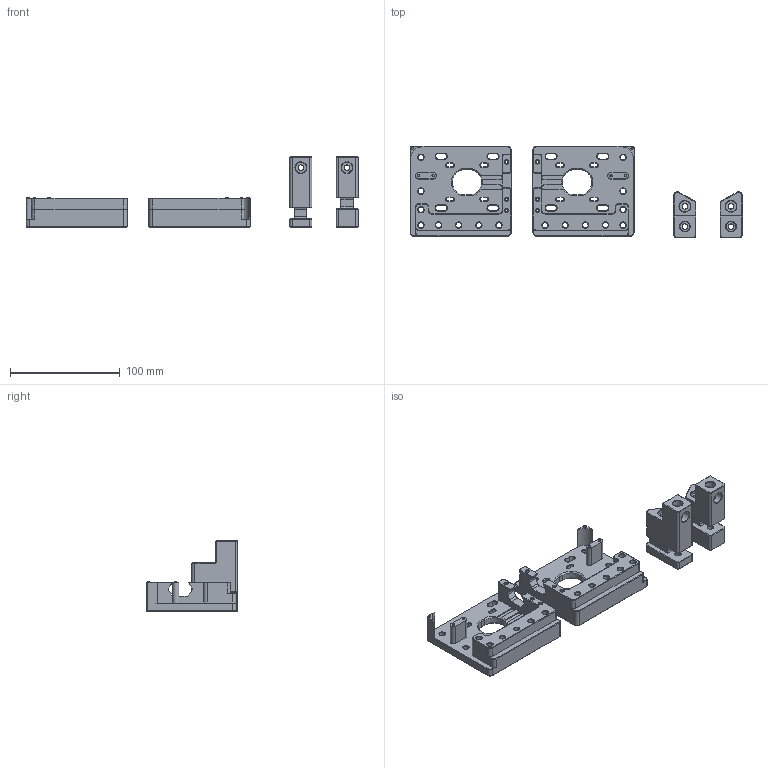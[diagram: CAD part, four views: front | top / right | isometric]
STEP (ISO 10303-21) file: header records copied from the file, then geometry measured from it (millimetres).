
FILE_DESCRIPTION(/* description */ (''),/* implementation_level */ '2;1');
FILE_NAME(/* name */ '',/* time_stamp */ '2023-06-18T22:04:42+09:00',/* author */ (''),/* organization */ (''),/* preprocessor_version */ 'ST-DEVELOPER v19.2',/* originating_system */ 'Autodesk Translation Framework v12.6.0.85',/* authorisation */ '');
FILE_SCHEMA (('AUTOMOTIVE_DESIGN { 1 0 10303 214 3 1 1 }'));
Length unit declared in the file: metre
Products named in the file (11): 零件2组 v71（交付图）; frame rechts <1>; ass_front_idler_right_V4 <1>; front_idler_right_top_V4; frame links <1>; ass_ab_links_V4 <1>; a_drive_left_bottom_V4; ass_front_idler_left_V4 <1>; front_idler_left_top_V4; ass_ab_links_V4 <1>(镜像); a_drive_left_bottom_V4 (1)
Assembly tree (10 placements, depth 4):
  零件2组 v71（交付图）
    frame rechts <1>
      ass_front_idler_right_V4 <1>
        front_idler_right_top_V4
    frame links <1>
      ass_ab_links_V4 <1>
        a_drive_left_bottom_V4
      ass_front_idler_left_V4 <1>
        front_idler_left_top_V4
      ass_ab_links_V4 <1>(镜像)
        a_drive_left_bottom_V4 (1)
Bounding box: 302.31 x 83.08 x 64.37 mm (x, y, z)
Volume: 238905.2 mm3; surface area: 77685.6 mm2
Topology: 4 solids, 4 shells, 668 faces, 1606 edges, 956 vertices
Faces by surface type: plane 322, cone 190, cylinder 156
Full cylindrical faces by diameter (mm): 1.623 x4, 2.02 x6, 2.529 x6, 3.04 x6, 5.004 x2, 5.015 x10, 5.04 x10, 5.2 x4, 8.95 x4, 10 x4
Entity records: 19700 total; most frequent: DIRECTION 3492, CARTESIAN_POINT 3475, ORIENTED_EDGE 3204, EDGE_CURVE 1602, AXIS2_PLACEMENT_3D 1227, LINE 1038, VECTOR 1038, VERTEX_POINT 956
